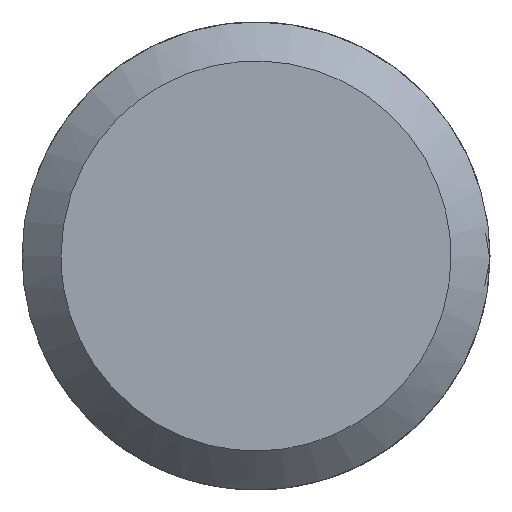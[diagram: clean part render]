
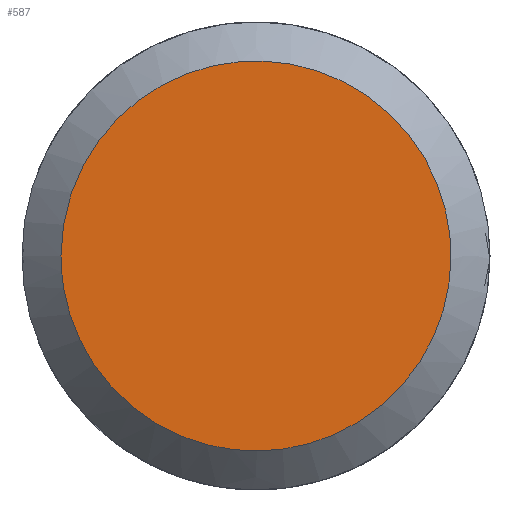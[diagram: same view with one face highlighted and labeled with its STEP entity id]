
A CAD part, left-side view. The second image highlights one B-rep face of the part: STEP entity #587.
In plain terms, the highlighted free-form (B-spline) face has degree [1, 1] with [2, 2] control points.
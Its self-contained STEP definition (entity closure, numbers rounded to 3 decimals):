
#516 = CARTESIAN_POINT ('', (-60.014, 2.5, 0.));
#517 = VERTEX_POINT ('', #516);
#525 = CARTESIAN_POINT ('', (-60.014, 2.5, 0.));
#526 = CARTESIAN_POINT ('', (-60.014, 2.5, 2.5));
#527 = CARTESIAN_POINT ('', (-60.014, 0., 2.5));
#528 = CARTESIAN_POINT ('', (-60.014, -2.5, 2.5));
#529 = CARTESIAN_POINT ('', (-60.014, -2.5, 0.));
#530 = CARTESIAN_POINT ('', (-60.014, -2.5, -2.5));
#531 = CARTESIAN_POINT ('', (-60.014, 0., -2.5));
#532 = CARTESIAN_POINT ('', (-60.014, 2.5, -2.5));
#533 = CARTESIAN_POINT ('', (-60.014, 2.5, 0.));
#534 = (
   BOUNDED_CURVE ()
   B_SPLINE_CURVE (2, (#525, #526, #527, #528, #529, #530, #531, #532, #533), .UNSPECIFIED., .T., .U.)
   B_SPLINE_CURVE_WITH_KNOTS ((3, 2, 2, 2, 3), (0., 0.25, 0.5, 0.75, 1.), .UNSPECIFIED.)
   CURVE ()
   GEOMETRIC_REPRESENTATION_ITEM ()
   RATIONAL_B_SPLINE_CURVE ((1., 0.707, 1., 0.707, 1., 0.707, 1., 0.707, 1.))
   REPRESENTATION_ITEM ('')
);
#535 = EDGE_CURVE ('', #517, #517, #534, .T.);
#579 = ORIENTED_EDGE ('', *, *, #535, .F.);
#580 = EDGE_LOOP ('', (#579));
#581 = FACE_OUTER_BOUND ('', #580, .T.);
#582 = CARTESIAN_POINT ('', (-60.014, -2.75, -2.75));
#583 = CARTESIAN_POINT ('', (-60.014, 2.75, -2.75));
#584 = CARTESIAN_POINT ('', (-60.014, -2.75, 2.75));
#585 = CARTESIAN_POINT ('', (-60.014, 2.75, 2.75));
#586 = B_SPLINE_SURFACE_WITH_KNOTS ('', 1, 1, ((#582, #583), (#584, #585)), .UNSPECIFIED., .F., .F., .U., (2, 2), (2, 2), (0., 1.), (0., 1.), .UNSPECIFIED.);
#587 = ADVANCED_FACE ('', (#581), #586, .T.);
